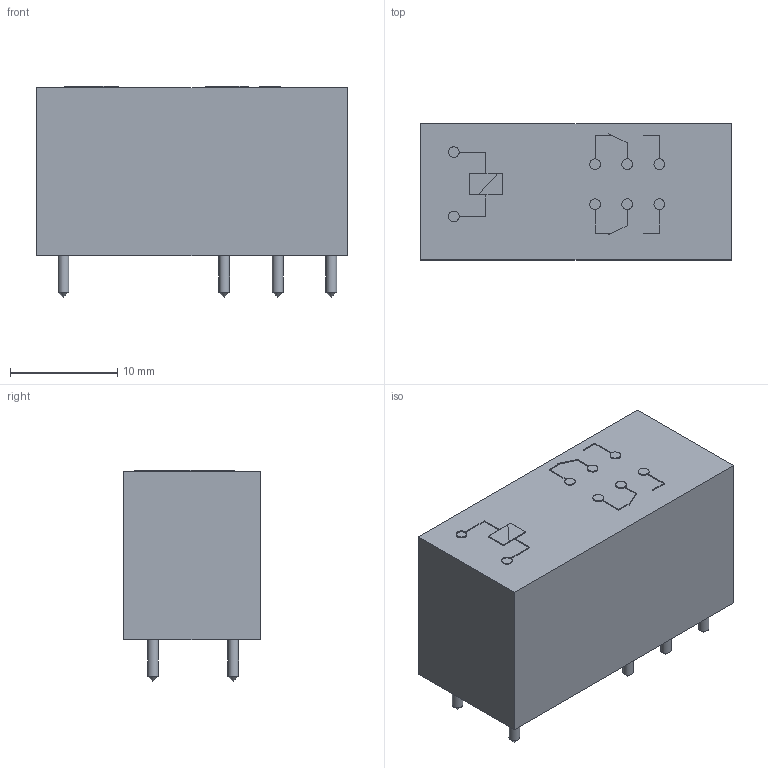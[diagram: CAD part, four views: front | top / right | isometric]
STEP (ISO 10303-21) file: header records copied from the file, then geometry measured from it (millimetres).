
FILE_DESCRIPTION(('FreeCAD Model'),'2;1');
FILE_NAME('RM84.stp', '2017-06-29T20:50:58',('FreeCAD'),('FreeCAD'), 'Open CASCADE STEP processor 6.8','FreeCAD','Unknown');
FILE_SCHEMA(('AUTOMOTIVE_DESIGN_CC2 { 1 2 10303 214 -1 1 5 4 }'));
Length unit declared in the file: millimetre
Products named in the file (43): Open CASCADE STEP translator 6.8 1; Open CASCADE STEP translator 6.8 1.1; Open CASCADE STEP translator 6.8 1.2; Open CASCADE STEP translator 6.8 1.3; Open CASCADE STEP translator 6.8 1.4; Open CASCADE STEP translator 6.8 1.5; Open CASCADE STEP translator 6.8 1.6; Open CASCADE STEP translator 6.8 1.7; Open CASCADE STEP translator 6.8 1.8; Open CASCADE STEP translator 6.8 1.9; Open CASCADE STEP translator 6.8 1.10; Open CASCADE STEP translator 6.8 1.11; Open CASCADE STEP translator 6.8 1.12; Open CASCADE STEP translator 6.8 1.13; Open CASCADE STEP translator 6.8 1.14; Open CASCADE STEP translator 6.8 1.15; Open CASCADE STEP translator 6.8 1.16; Open CASCADE STEP translator 6.8 1.17; Open CASCADE STEP translator 6.8 1.18; Open CASCADE STEP translator 6.8 1.19; Open CASCADE STEP translator 6.8 1.20; Open CASCADE STEP translator 6.8 1.21; Open CASCADE STEP translator 6.8 1.22; Open CASCADE STEP translator 6.8 1.23; Open CASCADE STEP translator 6.8 1.24; Open CASCADE STEP translator 6.8 1.25; Open CASCADE STEP translator 6.8 1.26; Open CASCADE STEP translator 6.8 1.27; Open CASCADE STEP translator 6.8 1.28; Open CASCADE STEP translator 6.8 1.29; Open CASCADE STEP translator 6.8 1.30; Open CASCADE STEP translator 6.8 1.31; Open CASCADE STEP translator 6.8 1.32; Open CASCADE STEP translator 6.8 1.33; Open CASCADE STEP translator 6.8 1.33.1; Open CASCADE STEP translator 6.8 1.33.2; Open CASCADE STEP translator 6.8 1.33.3; Open CASCADE STEP translator 6.8 1.33.4; Open CASCADE STEP translator 6.8 1.33.5; Open CASCADE STEP translator 6.8 1.33.6 ...
Assembly tree (42 placements, depth 3):
  Open CASCADE STEP translator 6.8 1
    Open CASCADE STEP translator 6.8 1.1
    Open CASCADE STEP translator 6.8 1.2
    Open CASCADE STEP translator 6.8 1.3
    Open CASCADE STEP translator 6.8 1.4
    Open CASCADE STEP translator 6.8 1.5
    Open CASCADE STEP translator 6.8 1.6
    Open CASCADE STEP translator 6.8 1.7
    Open CASCADE STEP translator 6.8 1.8
    Open CASCADE STEP translator 6.8 1.9
    Open CASCADE STEP translator 6.8 1.10
    Open CASCADE STEP translator 6.8 1.11
    Open CASCADE STEP translator 6.8 1.12
    Open CASCADE STEP translator 6.8 1.13
    Open CASCADE STEP translator 6.8 1.14
    Open CASCADE STEP translator 6.8 1.15
    Open CASCADE STEP translator 6.8 1.16
    Open CASCADE STEP translator 6.8 1.17
    Open CASCADE STEP translator 6.8 1.18
    Open CASCADE STEP translator 6.8 1.19
    Open CASCADE STEP translator 6.8 1.20
    Open CASCADE STEP translator 6.8 1.21
    Open CASCADE STEP translator 6.8 1.22
    Open CASCADE STEP translator 6.8 1.23
    Open CASCADE STEP translator 6.8 1.24
    Open CASCADE STEP translator 6.8 1.25
    Open CASCADE STEP translator 6.8 1.26
    Open CASCADE STEP translator 6.8 1.27
    Open CASCADE STEP translator 6.8 1.28
    Open CASCADE STEP translator 6.8 1.29
    Open CASCADE STEP translator 6.8 1.30
    Open CASCADE STEP translator 6.8 1.31
    Open CASCADE STEP translator 6.8 1.32
    Open CASCADE STEP translator 6.8 1.33
      Open CASCADE STEP translator 6.8 1.33.1
      Open CASCADE STEP translator 6.8 1.33.2
      Open CASCADE STEP translator 6.8 1.33.3
      Open CASCADE STEP translator 6.8 1.33.4
      Open CASCADE STEP translator 6.8 1.33.5
      Open CASCADE STEP translator 6.8 1.33.6
      Open CASCADE STEP translator 6.8 1.33.7
      Open CASCADE STEP translator 6.8 1.33.8
    Open CASCADE STEP translator 6.8 1.34
Bounding box: 29 x 12.7 x 19.7 mm (x, y, z)
Volume: 5806.9 mm3; surface area: 2203.2 mm2
Topology: 23 solids, 45 shells, 116 faces, 240 edges, 176 vertices
Faces by surface type: plane 84, cylinder 24, cone 8
Full cylindrical faces by diameter (mm): 1 x24
Entity records: 6150 total; most frequent: CARTESIAN_POINT 1131, DIRECTION 906, LINE 492, VECTOR 492, ORIENTED_EDGE 360, PCURVE 356, DEFINITIONAL_REPRESENTATION 356, EDGE_CURVE 232
